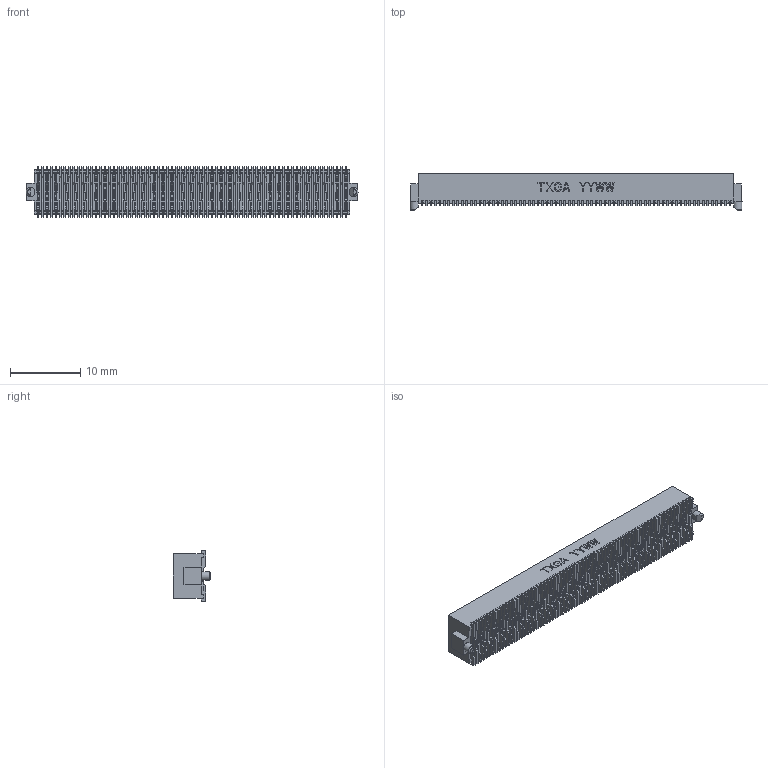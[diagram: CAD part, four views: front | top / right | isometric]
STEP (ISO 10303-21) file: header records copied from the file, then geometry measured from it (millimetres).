
FILE_DESCRIPTION((''),'2;1');
FILE_NAME('FBB12709-F20-H46_ASM','2026-03-17T10:12:54',('gongchengVV'),(''),'CREO PARAMETRIC BY PTC INC, 2020033','CREO PARAMETRIC BY PTC INC, 2020033','');
FILE_SCHEMA(('CONFIG_CONTROL_DESIGN'));
Products named in the file (1): FBB12709-F20-H46_ASM
Bounding box: 47.24 x 5.33 x 7.15 mm (x, y, z)
Volume: 1039 mm3; surface area: 4455.5 mm2
Topology: 141 solids, 141 shells, 5898 faces, 16677 edges, 10930 vertices
Faces by surface type: plane 5754, cylinder 142, cone 2
Entity records: 186717 total; most frequent: CARTESIAN_POINT 33541, ORIENTED_EDGE 33354, DIRECTION 28755, EDGE_CURVE 16677, VECTOR 16379, LINE 16379, VERTEX_POINT 10930, AXIS2_PLACEMENT_3D 6188
